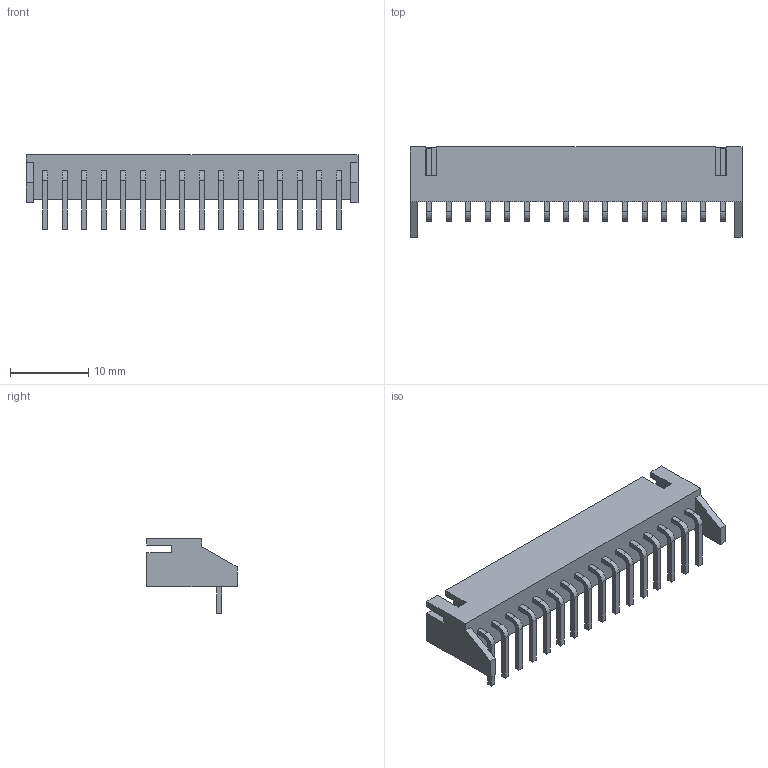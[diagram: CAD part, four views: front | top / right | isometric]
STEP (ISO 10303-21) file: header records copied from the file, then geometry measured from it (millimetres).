
FILE_DESCRIPTION (( 'STEP AP214' ), '1' );
FILE_NAME ('S16B-XH-A.STEP', '2020-03-18T06:51:34', ( '' ), ( '' ), 'SwSTEP 2.0', 'SolidWorks 2017', '' );
FILE_SCHEMA (( 'AUTOMOTIVE_DESIGN' ));
Length unit declared in the file: millimetre
Products named in the file (1): S16B-XH-A
Bounding box: 42.4 x 11.5 x 9.55 mm (x, y, z)
Volume: 1032.8 mm3; surface area: 2218.6 mm2
Topology: 1 solids, 1 shells, 256 faces, 666 edges, 444 vertices
Faces by surface type: plane 224, cylinder 32
Entity records: 10232 total; most frequent: CARTESIAN_POINT 1367, ORIENTED_EDGE 1332, DIRECTION 1244, EDGE_CURVE 666, LINE 602, VECTOR 602, VERTEX_POINT 444, AXIS2_PLACEMENT_3D 321
